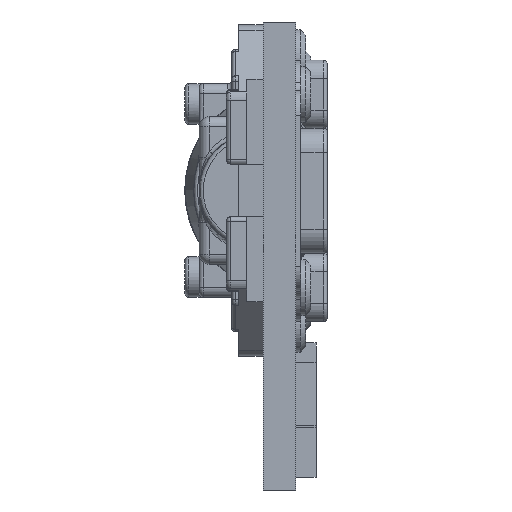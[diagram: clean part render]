
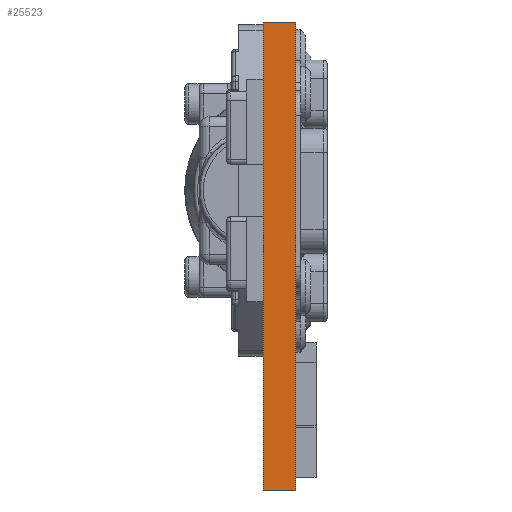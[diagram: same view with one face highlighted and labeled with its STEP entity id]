
A CAD part, left-side view. The second image highlights one B-rep face of the part: STEP entity #25523.
In plain terms, the highlighted planar face has unit normal (-1, 0, 0).
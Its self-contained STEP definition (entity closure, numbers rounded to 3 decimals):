
#26 = ORIENTED_EDGE ( 'NONE', *, *, #26398, .F. ) ;
#146 = DIRECTION ( 'NONE',  ( 0., -1., 0. ) ) ;
#207 = LINE ( 'NONE', #3058, #22505 ) ;
#2383 = DIRECTION ( 'NONE',  ( 0., 0., -1. ) ) ;
#3036 = CARTESIAN_POINT ( 'NONE',  ( -17.5, 1.6, 11.5 ) ) ;
#3058 = CARTESIAN_POINT ( 'NONE',  ( -17.5, 1.6, 0. ) ) ;
#3111 = VERTEX_POINT ( 'NONE', #21930 ) ;
#3353 = CARTESIAN_POINT ( 'NONE',  ( -17.5, 1.6, -11.5 ) ) ;
#6091 = LINE ( 'NONE', #3353, #24642 ) ;
#8050 = PLANE ( 'NONE',  #11761 ) ;
#8106 = CARTESIAN_POINT ( 'NONE',  ( -17.5, 0., 0. ) ) ;
#9426 = DIRECTION ( 'NONE',  ( 0., -1., 0. ) ) ;
#10308 = DIRECTION ( 'NONE',  ( 0., 0., -1. ) ) ;
#10542 = CARTESIAN_POINT ( 'NONE',  ( -17.5, 1.6, 0. ) ) ;
#11017 = VERTEX_POINT ( 'NONE', #3036 ) ;
#11422 = CARTESIAN_POINT ( 'NONE',  ( -17.5, 0., -11.5 ) ) ;
#11761 = AXIS2_PLACEMENT_3D ( 'NONE', #10542, #23091, #18965 ) ;
#16016 = VECTOR ( 'NONE', #10308, 1000. ) ;
#16343 = VERTEX_POINT ( 'NONE', #11422 ) ;
#16385 = ORIENTED_EDGE ( 'NONE', *, *, #17803, .F. ) ;
#17303 = ORIENTED_EDGE ( 'NONE', *, *, #20011, .T. ) ;
#17803 = EDGE_CURVE ( 'NONE', #19175, #16343, #22379, .T. ) ;
#18965 = DIRECTION ( 'NONE',  ( 0., 0., 1. ) ) ;
#19036 = FACE_OUTER_BOUND ( 'NONE', #24769, .T. ) ;
#19175 = VERTEX_POINT ( 'NONE', #23468 ) ;
#20011 = EDGE_CURVE ( 'NONE', #3111, #16343, #6091, .T. ) ;
#21205 = CARTESIAN_POINT ( 'NONE',  ( -17.5, 1.6, 11.5 ) ) ;
#21349 = VECTOR ( 'NONE', #146, 1000. ) ;
#21930 = CARTESIAN_POINT ( 'NONE',  ( -17.5, 1.6, -11.5 ) ) ;
#22379 = LINE ( 'NONE', #8106, #16016 ) ;
#22469 = ORIENTED_EDGE ( 'NONE', *, *, #24306, .T. ) ;
#22505 = VECTOR ( 'NONE', #2383, 1000. ) ;
#22709 = LINE ( 'NONE', #21205, #21349 ) ;
#23091 = DIRECTION ( 'NONE',  ( -1., 0., 0. ) ) ;
#23468 = CARTESIAN_POINT ( 'NONE',  ( -17.5, 0., 11.5 ) ) ;
#24306 = EDGE_CURVE ( 'NONE', #11017, #3111, #207, .T. ) ;
#24642 = VECTOR ( 'NONE', #9426, 1000. ) ;
#24769 = EDGE_LOOP ( 'NONE', ( #16385, #26, #22469, #17303 ) ) ;
#25523 = ADVANCED_FACE ( 'NONE', ( #19036 ), #8050, .T. ) ;
#26398 = EDGE_CURVE ( 'NONE', #11017, #19175, #22709, .T. ) ;
